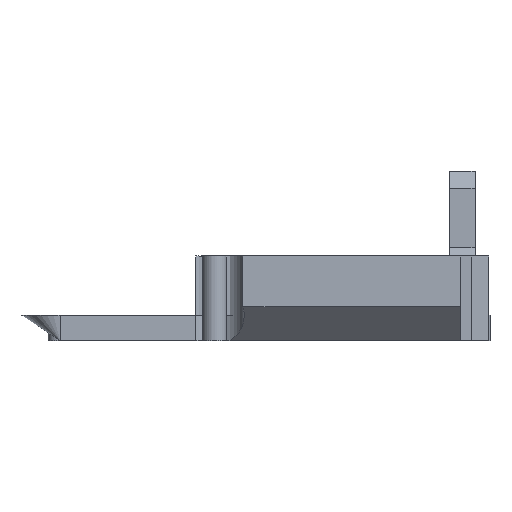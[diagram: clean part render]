
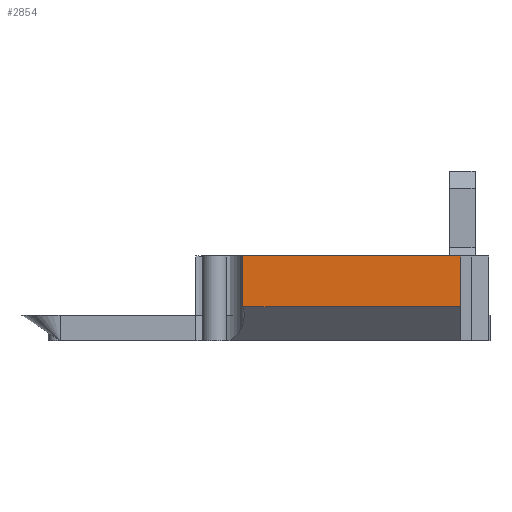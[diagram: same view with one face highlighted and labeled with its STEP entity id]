
A CAD part, front view. The second image highlights one B-rep face of the part: STEP entity #2854.
In plain terms, the highlighted planar face has unit normal (0, -1, 0).
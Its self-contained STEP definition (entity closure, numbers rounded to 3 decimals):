
#864 = PLANE('',#865);
#865 = AXIS2_PLACEMENT_3D('',#866,#867,#868);
#866 = CARTESIAN_POINT('',(14.558,-0.647,10.));
#867 = DIRECTION('',(0.,0.,1.));
#868 = DIRECTION('',(-1.,0.,0.));
#1172 = PLANE('',#1173);
#1173 = AXIS2_PLACEMENT_3D('',#1174,#1175,#1176);
#1174 = CARTESIAN_POINT('',(29.89,-20.514,0.));
#1175 = DIRECTION('',(1.,0.,0.));
#1176 = DIRECTION('',(0.,-1.,0.));
#1230 = EDGE_CURVE('',#1231,#1233,#1235,.T.);
#1231 = VERTEX_POINT('',#1232);
#1232 = CARTESIAN_POINT('',(29.89,-20.514,4.));
#1233 = VERTEX_POINT('',#1234);
#1234 = CARTESIAN_POINT('',(29.89,-20.514,10.));
#1235 = SURFACE_CURVE('',#1236,(#1240,#1247),.PCURVE_S1.);
#1236 = LINE('',#1237,#1238);
#1237 = CARTESIAN_POINT('',(29.89,-20.514,0.));
#1238 = VECTOR('',#1239,1.);
#1239 = DIRECTION('',(0.,0.,1.));
#1240 = PCURVE('',#1172,#1241);
#1241 = DEFINITIONAL_REPRESENTATION('',(#1242),#1246);
#1242 = LINE('',#1243,#1244);
#1243 = CARTESIAN_POINT('',(0.,0.));
#1244 = VECTOR('',#1245,1.);
#1245 = DIRECTION('',(0.,-1.));
#1246 = ( GEOMETRIC_REPRESENTATION_CONTEXT(2) 
PARAMETRIC_REPRESENTATION_CONTEXT() REPRESENTATION_CONTEXT('2D SPACE',''
  ) );
#1247 = PCURVE('',#1248,#1253);
#1248 = PLANE('',#1249);
#1249 = AXIS2_PLACEMENT_3D('',#1250,#1251,#1252);
#1250 = CARTESIAN_POINT('',(4.2,-20.514,0.));
#1251 = DIRECTION('',(0.,1.,0.));
#1252 = DIRECTION('',(1.,0.,0.));
#1253 = DEFINITIONAL_REPRESENTATION('',(#1254),#1258);
#1254 = LINE('',#1255,#1256);
#1255 = CARTESIAN_POINT('',(25.69,0.));
#1256 = VECTOR('',#1257,1.);
#1257 = DIRECTION('',(0.,-1.));
#1258 = ( GEOMETRIC_REPRESENTATION_CONTEXT(2) 
PARAMETRIC_REPRESENTATION_CONTEXT() REPRESENTATION_CONTEXT('2D SPACE',''
  ) );
#1319 = PLANE('',#1320);
#1320 = AXIS2_PLACEMENT_3D('',#1321,#1322,#1323);
#1321 = CARTESIAN_POINT('',(4.2,-18.514,2.));
#1322 = DIRECTION('',(0.,-0.707,-0.707));
#1323 = DIRECTION('',(1.,0.,0.));
#1337 = VERTEX_POINT('',#1338);
#1338 = CARTESIAN_POINT('',(4.2,-20.514,4.));
#1353 = CYLINDRICAL_SURFACE('',#1354,3.5);
#1354 = AXIS2_PLACEMENT_3D('',#1355,#1356,#1357);
#1355 = CARTESIAN_POINT('',(0.85,-19.5,0.));
#1356 = DIRECTION('',(0.,0.,-1.));
#1357 = DIRECTION('',(0.,1.,0.));
#1393 = EDGE_CURVE('',#1337,#1231,#1394,.T.);
#1394 = SURFACE_CURVE('',#1395,(#1399,#1406),.PCURVE_S1.);
#1395 = LINE('',#1396,#1397);
#1396 = CARTESIAN_POINT('',(4.2,-20.514,4.));
#1397 = VECTOR('',#1398,1.);
#1398 = DIRECTION('',(1.,0.,0.));
#1399 = PCURVE('',#1319,#1400);
#1400 = DEFINITIONAL_REPRESENTATION('',(#1401),#1405);
#1401 = LINE('',#1402,#1403);
#1402 = CARTESIAN_POINT('',(0.,2.828));
#1403 = VECTOR('',#1404,1.);
#1404 = DIRECTION('',(1.,0.));
#1405 = ( GEOMETRIC_REPRESENTATION_CONTEXT(2) 
PARAMETRIC_REPRESENTATION_CONTEXT() REPRESENTATION_CONTEXT('2D SPACE',''
  ) );
#1406 = PCURVE('',#1248,#1407);
#1407 = DEFINITIONAL_REPRESENTATION('',(#1408),#1412);
#1408 = LINE('',#1409,#1410);
#1409 = CARTESIAN_POINT('',(0.,-4.));
#1410 = VECTOR('',#1411,1.);
#1411 = DIRECTION('',(1.,-0.));
#1412 = ( GEOMETRIC_REPRESENTATION_CONTEXT(2) 
PARAMETRIC_REPRESENTATION_CONTEXT() REPRESENTATION_CONTEXT('2D SPACE',''
  ) );
#1417 = EDGE_CURVE('',#1337,#1418,#1420,.T.);
#1418 = VERTEX_POINT('',#1419);
#1419 = CARTESIAN_POINT('',(4.2,-20.514,10.));
#1420 = SURFACE_CURVE('',#1421,(#1425,#1432),.PCURVE_S1.);
#1421 = LINE('',#1422,#1423);
#1422 = CARTESIAN_POINT('',(4.2,-20.514,0.));
#1423 = VECTOR('',#1424,1.);
#1424 = DIRECTION('',(0.,0.,1.));
#1425 = PCURVE('',#1353,#1426);
#1426 = DEFINITIONAL_REPRESENTATION('',(#1427),#1431);
#1427 = LINE('',#1428,#1429);
#1428 = CARTESIAN_POINT('',(-4.419,0.));
#1429 = VECTOR('',#1430,1.);
#1430 = DIRECTION('',(-0.,-1.));
#1431 = ( GEOMETRIC_REPRESENTATION_CONTEXT(2) 
PARAMETRIC_REPRESENTATION_CONTEXT() REPRESENTATION_CONTEXT('2D SPACE',''
  ) );
#1432 = PCURVE('',#1248,#1433);
#1433 = DEFINITIONAL_REPRESENTATION('',(#1434),#1438);
#1434 = LINE('',#1435,#1436);
#1435 = CARTESIAN_POINT('',(0.,0.));
#1436 = VECTOR('',#1437,1.);
#1437 = DIRECTION('',(0.,-1.));
#1438 = ( GEOMETRIC_REPRESENTATION_CONTEXT(2) 
PARAMETRIC_REPRESENTATION_CONTEXT() REPRESENTATION_CONTEXT('2D SPACE',''
  ) );
#2743 = EDGE_CURVE('',#1418,#1233,#2744,.T.);
#2744 = SURFACE_CURVE('',#2745,(#2749,#2756),.PCURVE_S1.);
#2745 = LINE('',#2746,#2747);
#2746 = CARTESIAN_POINT('',(4.2,-20.514,10.));
#2747 = VECTOR('',#2748,1.);
#2748 = DIRECTION('',(1.,0.,0.));
#2749 = PCURVE('',#864,#2750);
#2750 = DEFINITIONAL_REPRESENTATION('',(#2751),#2755);
#2751 = LINE('',#2752,#2753);
#2752 = CARTESIAN_POINT('',(10.358,19.866));
#2753 = VECTOR('',#2754,1.);
#2754 = DIRECTION('',(-1.,0.));
#2755 = ( GEOMETRIC_REPRESENTATION_CONTEXT(2) 
PARAMETRIC_REPRESENTATION_CONTEXT() REPRESENTATION_CONTEXT('2D SPACE',''
  ) );
#2756 = PCURVE('',#1248,#2757);
#2757 = DEFINITIONAL_REPRESENTATION('',(#2758),#2762);
#2758 = LINE('',#2759,#2760);
#2759 = CARTESIAN_POINT('',(0.,-10.));
#2760 = VECTOR('',#2761,1.);
#2761 = DIRECTION('',(1.,0.));
#2762 = ( GEOMETRIC_REPRESENTATION_CONTEXT(2) 
PARAMETRIC_REPRESENTATION_CONTEXT() REPRESENTATION_CONTEXT('2D SPACE',''
  ) );
#2854 = ADVANCED_FACE('',(#2855),#1248,.F.);
#2855 = FACE_BOUND('',#2856,.F.);
#2856 = EDGE_LOOP('',(#2857,#2858,#2859,#2860));
#2857 = ORIENTED_EDGE('',*,*,#1417,.T.);
#2858 = ORIENTED_EDGE('',*,*,#2743,.T.);
#2859 = ORIENTED_EDGE('',*,*,#1230,.F.);
#2860 = ORIENTED_EDGE('',*,*,#1393,.F.);
